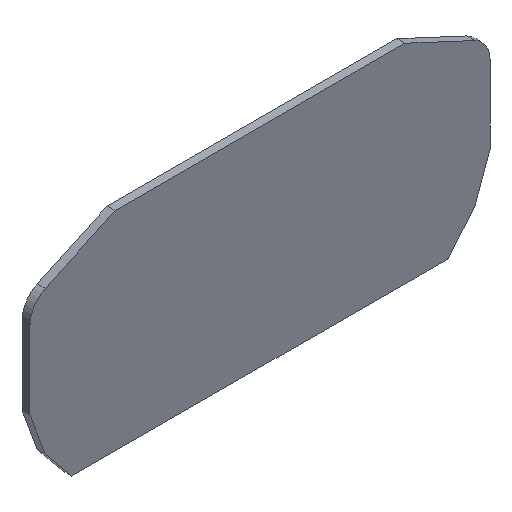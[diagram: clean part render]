
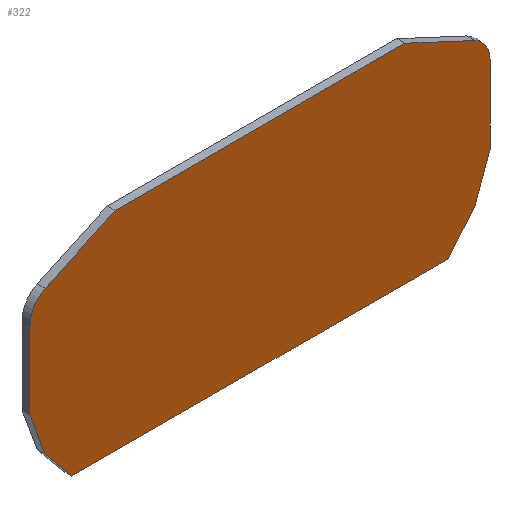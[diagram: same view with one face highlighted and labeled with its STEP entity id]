
A CAD part, isometric view. The second image highlights one B-rep face of the part: STEP entity #322.
In plain terms, the highlighted planar face has unit normal (0, -1, 0).
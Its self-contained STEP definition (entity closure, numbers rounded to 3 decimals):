
#30=CIRCLE('',#356,5.);
#31=CIRCLE('',#357,5.);
#36=ORIENTED_EDGE('',*,*,#120,.F.);
#37=ORIENTED_EDGE('',*,*,#121,.F.);
#38=ORIENTED_EDGE('',*,*,#122,.F.);
#39=ORIENTED_EDGE('',*,*,#123,.F.);
#40=ORIENTED_EDGE('',*,*,#124,.F.);
#41=ORIENTED_EDGE('',*,*,#125,.F.);
#42=ORIENTED_EDGE('',*,*,#126,.F.);
#43=ORIENTED_EDGE('',*,*,#127,.F.);
#44=ORIENTED_EDGE('',*,*,#128,.F.);
#45=ORIENTED_EDGE('',*,*,#129,.F.);
#46=ORIENTED_EDGE('',*,*,#130,.F.);
#47=ORIENTED_EDGE('',*,*,#131,.F.);
#120=EDGE_CURVE('',#162,#163,#192,.T.);
#121=EDGE_CURVE('',#164,#162,#193,.T.);
#122=EDGE_CURVE('',#165,#164,#194,.T.);
#123=EDGE_CURVE('',#166,#165,#30,.T.);
#124=EDGE_CURVE('',#167,#166,#195,.T.);
#125=EDGE_CURVE('',#168,#167,#196,.T.);
#126=EDGE_CURVE('',#169,#168,#197,.T.);
#127=EDGE_CURVE('',#170,#169,#31,.T.);
#128=EDGE_CURVE('',#171,#170,#198,.T.);
#129=EDGE_CURVE('',#172,#171,#199,.T.);
#130=EDGE_CURVE('',#173,#172,#200,.T.);
#131=EDGE_CURVE('',#163,#173,#201,.T.);
#162=VERTEX_POINT('',#464);
#163=VERTEX_POINT('',#465);
#164=VERTEX_POINT('',#467);
#165=VERTEX_POINT('',#469);
#166=VERTEX_POINT('',#471);
#167=VERTEX_POINT('',#473);
#168=VERTEX_POINT('',#475);
#169=VERTEX_POINT('',#477);
#170=VERTEX_POINT('',#479);
#171=VERTEX_POINT('',#481);
#172=VERTEX_POINT('',#483);
#173=VERTEX_POINT('',#485);
#192=LINE('',#463,#224);
#193=LINE('',#466,#225);
#194=LINE('',#468,#226);
#195=LINE('',#472,#227);
#196=LINE('',#474,#228);
#197=LINE('',#476,#229);
#198=LINE('',#480,#230);
#199=LINE('',#482,#231);
#200=LINE('',#484,#232);
#201=LINE('',#486,#233);
#224=VECTOR('',#383,1000.);
#225=VECTOR('',#384,1000.);
#226=VECTOR('',#385,1000.);
#227=VECTOR('',#388,1000.);
#228=VECTOR('',#389,1000.);
#229=VECTOR('',#390,1000.);
#230=VECTOR('',#393,1000.);
#231=VECTOR('',#394,1000.);
#232=VECTOR('',#395,1000.);
#233=VECTOR('',#396,1000.);
#256=EDGE_LOOP('',(#36,#37,#38,#39,#40,#41,#42,#43,#44,#45,#46,#47));
#282=FACE_BOUND('',#256,.T.);
#308=PLANE('',#355);
#322=ADVANCED_FACE('',(#282),#308,.T.);
#355=AXIS2_PLACEMENT_3D('',#462,#381,#382);
#356=AXIS2_PLACEMENT_3D('',#470,#386,#387);
#357=AXIS2_PLACEMENT_3D('',#478,#391,#392);
#381=DIRECTION('',(0.,-1.,0.));
#382=DIRECTION('',(0.,0.,-1.));
#383=DIRECTION('',(-0.638,0.,-0.77));
#384=DIRECTION('',(-0.342,0.,-0.94));
#385=DIRECTION('',(0.,0.,-1.));
#386=DIRECTION('',(0.,1.,0.));
#387=DIRECTION('',(0.,0.,1.));
#388=DIRECTION('',(0.906,0.,-0.423));
#389=DIRECTION('',(1.,0.,0.));
#390=DIRECTION('',(0.906,0.,0.423));
#391=DIRECTION('',(0.,1.,0.));
#392=DIRECTION('',(0.,0.,1.));
#393=DIRECTION('',(0.,0.,1.));
#394=DIRECTION('',(-0.342,0.,0.94));
#395=DIRECTION('',(-0.638,0.,0.77));
#396=DIRECTION('',(-1.,0.,0.));
#462=CARTESIAN_POINT('',(38.419,-1.5,9.404));
#463=CARTESIAN_POINT('',(40.554,-1.5,-13.076));
#464=CARTESIAN_POINT('',(40.554,-1.5,-13.076));
#465=CARTESIAN_POINT('',(35.545,-1.5,-19.122));
#466=CARTESIAN_POINT('',(43.419,-1.5,-5.205));
#467=CARTESIAN_POINT('',(43.419,-1.5,-5.205));
#468=CARTESIAN_POINT('',(43.419,-1.5,9.404));
#469=CARTESIAN_POINT('',(43.419,-1.5,9.404));
#470=CARTESIAN_POINT('',(38.419,-1.5,9.404));
#471=CARTESIAN_POINT('',(40.532,-1.5,13.936));
#472=CARTESIAN_POINT('',(27.396,-1.5,20.061));
#473=CARTESIAN_POINT('',(27.396,-1.5,20.061));
#474=CARTESIAN_POINT('',(-27.096,-1.5,20.061));
#475=CARTESIAN_POINT('',(-27.096,-1.5,20.061));
#476=CARTESIAN_POINT('',(-40.232,-1.5,13.936));
#477=CARTESIAN_POINT('',(-40.232,-1.5,13.936));
#478=CARTESIAN_POINT('',(-38.119,-1.5,9.404));
#479=CARTESIAN_POINT('',(-43.119,-1.5,9.404));
#480=CARTESIAN_POINT('',(-43.119,-1.5,-5.205));
#481=CARTESIAN_POINT('',(-43.119,-1.5,-5.205));
#482=CARTESIAN_POINT('',(-40.254,-1.5,-13.076));
#483=CARTESIAN_POINT('',(-40.254,-1.5,-13.076));
#484=CARTESIAN_POINT('',(-35.245,-1.5,-19.122));
#485=CARTESIAN_POINT('',(-35.245,-1.5,-19.122));
#486=CARTESIAN_POINT('',(35.545,-1.5,-19.122));
